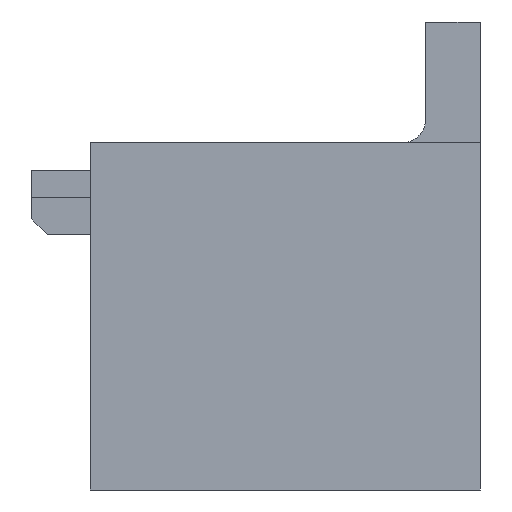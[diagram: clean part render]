
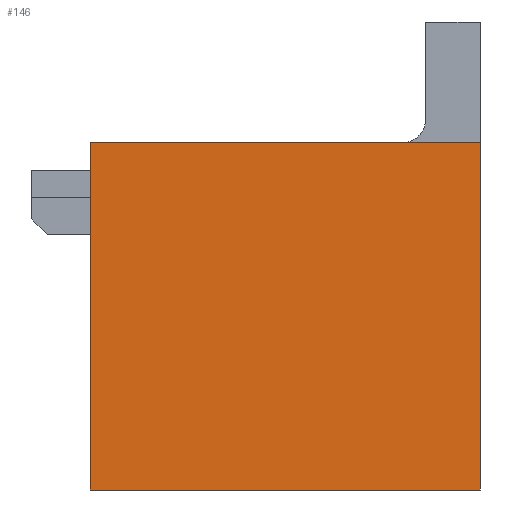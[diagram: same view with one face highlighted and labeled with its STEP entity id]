
A CAD part, left-side view. The second image highlights one B-rep face of the part: STEP entity #146.
In plain terms, the highlighted planar face has unit normal (-1, 0, 0).
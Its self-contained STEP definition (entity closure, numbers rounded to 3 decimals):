
#146 = ADVANCED_FACE( '', ( #350 ), #351, .T. );
#350 = FACE_OUTER_BOUND( '', #649, .T. );
#351 = PLANE( '', #650 );
#649 = EDGE_LOOP( '', ( #1295, #1296, #1297, #1298 ) );
#650 = AXIS2_PLACEMENT_3D( '', #1299, #1300, #1301 );
#1295 = ORIENTED_EDGE( '', *, *, #2119, .T. );
#1296 = ORIENTED_EDGE( '', *, *, #2213, .T. );
#1297 = ORIENTED_EDGE( '', *, *, #2171, .F. );
#1298 = ORIENTED_EDGE( '', *, *, #2138, .T. );
#1299 = CARTESIAN_POINT( '', ( -5.15, 2.875, -2.225 ) );
#1300 = DIRECTION( '', ( -1., 0., 0. ) );
#1301 = DIRECTION( '', ( 0., 0., 1. ) );
#2119 = EDGE_CURVE( '', #2559, #2557, #2560, .T. );
#2138 = EDGE_CURVE( '', #2596, #2559, #2597, .T. );
#2171 = EDGE_CURVE( '', #2596, #2658, #2659, .T. );
#2213 = EDGE_CURVE( '', #2557, #2658, #2738, .T. );
#2557 = VERTEX_POINT( '', #3259 );
#2559 = VERTEX_POINT( '', #3262 );
#2560 = LINE( '', #3263, #3264 );
#2596 = VERTEX_POINT( '', #3318 );
#2597 = LINE( '', #3319, #3320 );
#2658 = VERTEX_POINT( '', #3413 );
#2659 = LINE( '', #3414, #3415 );
#2738 = LINE( '', #3533, #3534 );
#3259 = CARTESIAN_POINT( '', ( -5.15, -2.875, -2.225 ) );
#3262 = CARTESIAN_POINT( '', ( -5.15, 2.125, -2.225 ) );
#3263 = CARTESIAN_POINT( '', ( -5.15, 2.125, -2.225 ) );
#3264 = VECTOR( '', #4277, 1000. );
#3318 = CARTESIAN_POINT( '', ( -5.15, 2.125, 2.225 ) );
#3319 = CARTESIAN_POINT( '', ( -5.15, 2.125, 2.225 ) );
#3320 = VECTOR( '', #4296, 1000. );
#3413 = CARTESIAN_POINT( '', ( -5.15, -2.875, 2.225 ) );
#3414 = CARTESIAN_POINT( '', ( -5.15, 2.125, 2.225 ) );
#3415 = VECTOR( '', #4329, 1000. );
#3533 = CARTESIAN_POINT( '', ( -5.15, -2.875, -2.225 ) );
#3534 = VECTOR( '', #4375, 1000. );
#4277 = DIRECTION( '', ( 0., -1., 0. ) );
#4296 = DIRECTION( '', ( 0., 0., -1. ) );
#4329 = DIRECTION( '', ( 0., -1., 0. ) );
#4375 = DIRECTION( '', ( 0., 0., 1. ) );
